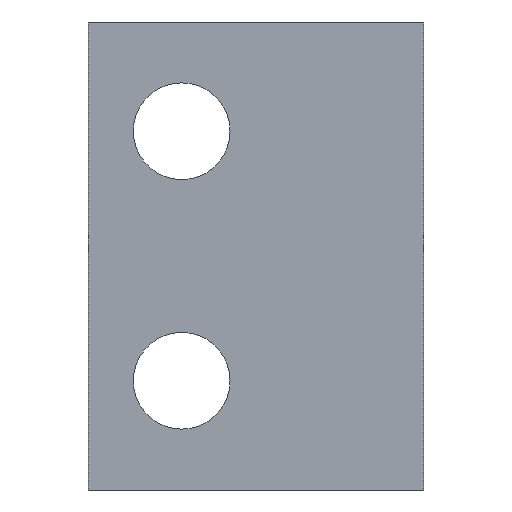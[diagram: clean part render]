
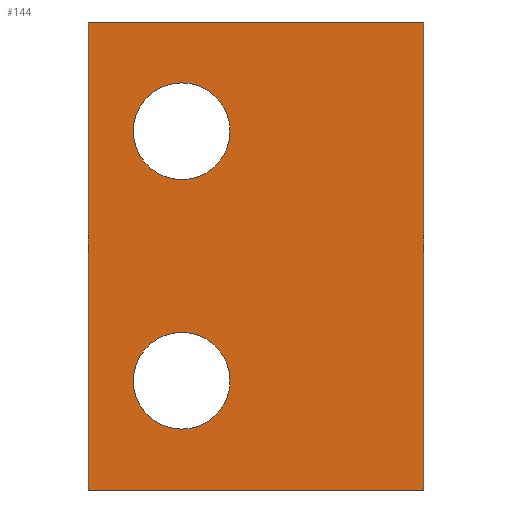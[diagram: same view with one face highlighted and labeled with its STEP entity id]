
A CAD part, left-side view. The second image highlights one B-rep face of the part: STEP entity #144.
In plain terms, the highlighted planar face has unit normal (-1, 0, 0).
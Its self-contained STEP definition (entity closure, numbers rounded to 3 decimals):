
#1 = CARTESIAN_POINT ( 'NONE',  ( -2., 6., -7.5 ) ) ;
#10 = DIRECTION ( 'NONE',  ( 0., 1., 0. ) ) ;
#21 = ORIENTED_EDGE ( 'NONE', *, *, #53, .T. ) ;
#22 = DIRECTION ( 'NONE',  ( 0., -1., 0. ) ) ;
#30 = VERTEX_POINT ( 'NONE', #1 ) ;
#31 = AXIS2_PLACEMENT_3D ( 'NONE', #92, #375, #93 ) ;
#42 = ORIENTED_EDGE ( 'NONE', *, *, #237, .T. ) ;
#43 = CARTESIAN_POINT ( 'NONE',  ( -2., -4.763, -7.5 ) ) ;
#48 = VECTOR ( 'NONE', #299, 1000. ) ;
#53 = EDGE_CURVE ( 'NONE', #186, #54, #115, .T. ) ;
#54 = VERTEX_POINT ( 'NONE', #220 ) ;
#55 = CIRCLE ( 'NONE', #163, 1.55 ) ;
#61 = VERTEX_POINT ( 'NONE', #311 ) ;
#68 = LINE ( 'NONE', #132, #133 ) ;
#75 = VERTEX_POINT ( 'NONE', #283 ) ;
#80 = AXIS2_PLACEMENT_3D ( 'NONE', #258, #320, #10 ) ;
#92 = CARTESIAN_POINT ( 'NONE',  ( -2., 3., -4. ) ) ;
#93 = DIRECTION ( 'NONE',  ( 0., 0., -1. ) ) ;
#96 = VECTOR ( 'NONE', #167, 1000. ) ;
#98 = FACE_BOUND ( 'NONE', #182, .T. ) ;
#99 = FACE_OUTER_BOUND ( 'NONE', #215, .T. ) ;
#111 = DIRECTION ( 'NONE',  ( 1., 0., 0. ) ) ;
#112 = ORIENTED_EDGE ( 'NONE', *, *, #245, .F. ) ;
#115 = CIRCLE ( 'NONE', #31, 1.55 ) ;
#125 = ORIENTED_EDGE ( 'NONE', *, *, #189, .T. ) ;
#127 = DIRECTION ( 'NONE',  ( 0., 0., -1. ) ) ;
#132 = CARTESIAN_POINT ( 'NONE',  ( -2., -4.763, 7.5 ) ) ;
#133 = VECTOR ( 'NONE', #260, 1000. ) ;
#134 = LINE ( 'NONE', #350, #96 ) ;
#144 = ADVANCED_FACE ( 'NONE', ( #197, #98, #99 ), #347, .F. ) ;
#157 = CARTESIAN_POINT ( 'NONE',  ( -2., 3., 2.45 ) ) ;
#163 = AXIS2_PLACEMENT_3D ( 'NONE', #239, #111, #172 ) ;
#167 = DIRECTION ( 'NONE',  ( 0., 0., -1. ) ) ;
#172 = DIRECTION ( 'NONE',  ( 0., 0., -1. ) ) ;
#178 = CARTESIAN_POINT ( 'NONE',  ( -2., 6., 7.5 ) ) ;
#182 = EDGE_LOOP ( 'NONE', ( #399, #21 ) ) ;
#186 = VERTEX_POINT ( 'NONE', #199 ) ;
#189 = EDGE_CURVE ( 'NONE', #75, #30, #134, .T. ) ;
#192 = EDGE_CURVE ( 'NONE', #213, #244, #68, .T. ) ;
#197 = FACE_BOUND ( 'NONE', #353, .T. ) ;
#199 = CARTESIAN_POINT ( 'NONE',  ( -2., 3., -2.45 ) ) ;
#201 = EDGE_CURVE ( 'NONE', #61, #391, #266, .T. ) ;
#204 = CARTESIAN_POINT ( 'NONE',  ( -2., 3., 4. ) ) ;
#213 = VERTEX_POINT ( 'NONE', #323 ) ;
#215 = EDGE_LOOP ( 'NONE', ( #247, #293, #112, #125 ) ) ;
#220 = CARTESIAN_POINT ( 'NONE',  ( -2., 3., -5.55 ) ) ;
#231 = CARTESIAN_POINT ( 'NONE',  ( -2., 3., 4. ) ) ;
#234 = LINE ( 'NONE', #178, #365 ) ;
#237 = EDGE_CURVE ( 'NONE', #391, #61, #306, .T. ) ;
#239 = CARTESIAN_POINT ( 'NONE',  ( -2., 3., -4. ) ) ;
#244 = VERTEX_POINT ( 'NONE', #43 ) ;
#245 = EDGE_CURVE ( 'NONE', #75, #213, #234, .T. ) ;
#247 = ORIENTED_EDGE ( 'NONE', *, *, #285, .T. ) ;
#258 = CARTESIAN_POINT ( 'NONE',  ( -2., 6., 7.5 ) ) ;
#260 = DIRECTION ( 'NONE',  ( 0., 0., -1. ) ) ;
#266 = CIRCLE ( 'NONE', #297, 1.55 ) ;
#280 = EDGE_CURVE ( 'NONE', #54, #186, #55, .T. ) ;
#283 = CARTESIAN_POINT ( 'NONE',  ( -2., 6., 7.5 ) ) ;
#285 = EDGE_CURVE ( 'NONE', #30, #244, #292, .T. ) ;
#292 = LINE ( 'NONE', #331, #48 ) ;
#293 = ORIENTED_EDGE ( 'NONE', *, *, #192, .F. ) ;
#297 = AXIS2_PLACEMENT_3D ( 'NONE', #231, #351, #127 ) ;
#299 = DIRECTION ( 'NONE',  ( 0., -1., 0. ) ) ;
#306 = CIRCLE ( 'NONE', #319, 1.55 ) ;
#311 = CARTESIAN_POINT ( 'NONE',  ( -2., 3., 5.55 ) ) ;
#319 = AXIS2_PLACEMENT_3D ( 'NONE', #204, #395, #392 ) ;
#320 = DIRECTION ( 'NONE',  ( 1., 0., 0. ) ) ;
#323 = CARTESIAN_POINT ( 'NONE',  ( -2., -4.763, 7.5 ) ) ;
#330 = ORIENTED_EDGE ( 'NONE', *, *, #201, .T. ) ;
#331 = CARTESIAN_POINT ( 'NONE',  ( -2., 6., -7.5 ) ) ;
#347 = PLANE ( 'NONE',  #80 ) ;
#350 = CARTESIAN_POINT ( 'NONE',  ( -2., 6., 7.5 ) ) ;
#351 = DIRECTION ( 'NONE',  ( 1., 0., 0. ) ) ;
#353 = EDGE_LOOP ( 'NONE', ( #42, #330 ) ) ;
#365 = VECTOR ( 'NONE', #22, 1000. ) ;
#375 = DIRECTION ( 'NONE',  ( 1., 0., 0. ) ) ;
#391 = VERTEX_POINT ( 'NONE', #157 ) ;
#392 = DIRECTION ( 'NONE',  ( 0., 0., -1. ) ) ;
#395 = DIRECTION ( 'NONE',  ( 1., 0., 0. ) ) ;
#399 = ORIENTED_EDGE ( 'NONE', *, *, #280, .T. ) ;
